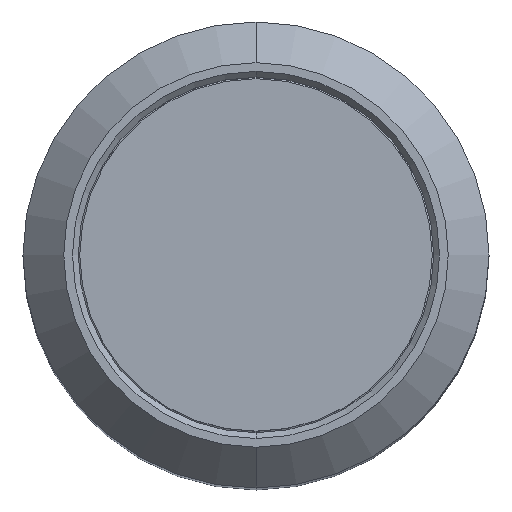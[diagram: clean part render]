
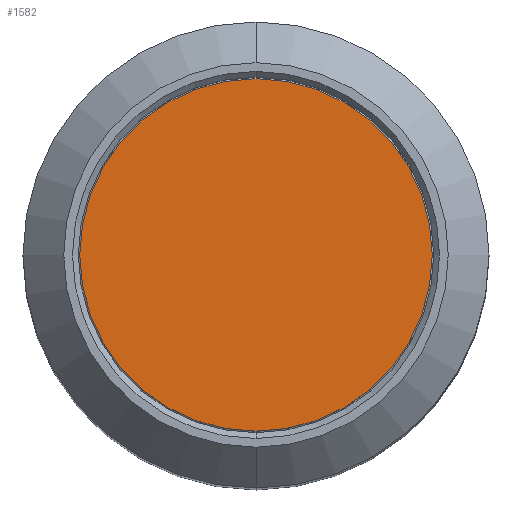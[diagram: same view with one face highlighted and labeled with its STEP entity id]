
A CAD part, top view. The second image highlights one B-rep face of the part: STEP entity #1582.
In plain terms, the highlighted planar face has unit normal (0, 0, 1).
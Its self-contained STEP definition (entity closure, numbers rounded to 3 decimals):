
#103=CARTESIAN_POINT('',(0.,0.,0.));
#104=DIRECTION('',(0.,0.,-1.));
#105=DIRECTION('',(-1.,0.,0.));
#106=AXIS2_PLACEMENT_3D('',#103,#104,#105);
#108=CARTESIAN_POINT('',(0.,0.,0.));
#109=DIRECTION('',(0.,0.,-1.));
#110=DIRECTION('',(1.,0.,0.));
#111=AXIS2_PLACEMENT_3D('',#108,#109,#110);
#1247=CARTESIAN_POINT('',(3.025,0.,0.));
#1248=VERTEX_POINT('',#1247);
#1249=CARTESIAN_POINT('',(-3.025,0.,0.));
#1250=VERTEX_POINT('',#1249);
#1573=CARTESIAN_POINT('',(0.,0.,0.));
#1574=DIRECTION('',(0.,0.,-1.));
#1575=DIRECTION('',(-1.,0.,0.));
#1576=AXIS2_PLACEMENT_3D('',#1573,#1574,#1575);
#1577=PLANE('',#1576);
#1578=ORIENTED_EDGE('',*,*,#1448,.T.);
#1579=ORIENTED_EDGE('',*,*,#1560,.T.);
#1580=EDGE_LOOP('',(#1578,#1579));
#1581=FACE_OUTER_BOUND('',#1580,.F.);
#1582=ADVANCED_FACE('',(#1581),#1577,.F.);
#107=CIRCLE('',#106,3.025);
#112=CIRCLE('',#111,3.025);
#1448=EDGE_CURVE('',#1250,#1248,#107,.T.);
#1560=EDGE_CURVE('',#1248,#1250,#112,.T.);
